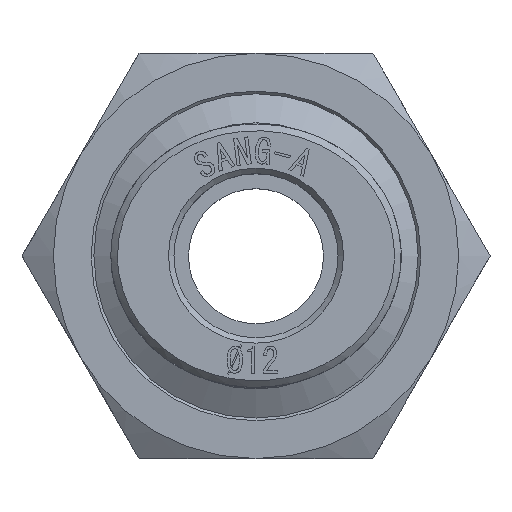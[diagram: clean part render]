
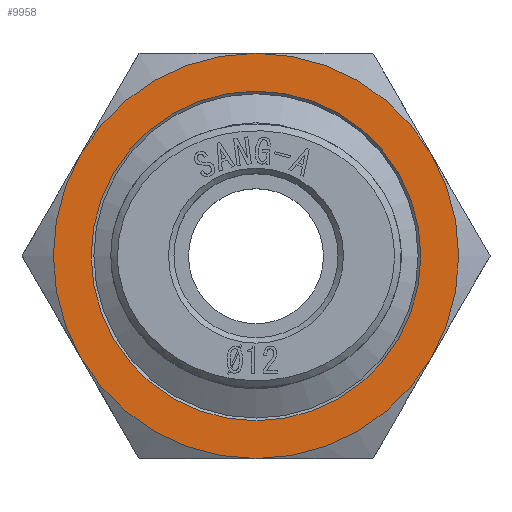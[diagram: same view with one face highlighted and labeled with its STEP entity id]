
A CAD part, top view. The second image highlights one B-rep face of the part: STEP entity #9958.
In plain terms, the highlighted planar face has unit normal (0, 0, 1).
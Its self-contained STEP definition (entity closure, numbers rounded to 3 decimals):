
#9882=CARTESIAN_POINT('',(12.2,0.,6.));
#9883=VERTEX_POINT('',#9882);
#9884=CARTESIAN_POINT('',(0.0,0.0,6.));
#9885=DIRECTION('',(0.0,0.0,1.0));
#9886=DIRECTION('',(-1.0,0.0,0.0));
#9887=AXIS2_PLACEMENT_3D('',#9884,#9885,#9886);
#9888=CIRCLE('',#9887,12.2);
#9889=EDGE_CURVE('',#9883,#9883,#9888,.T.);
#9894=CARTESIAN_POINT('',(0.,0.,6.));
#9895=DIRECTION('',(0.0,0.0,1.0));
#9896=DIRECTION('',(1.0,0.0,0.0));
#9897=AXIS2_PLACEMENT_3D('',#9894,#9895,#9896);
#9898=PLANE('',#9897);
#9899=CARTESIAN_POINT('',(12.99,-7.5,6.));
#9900=VERTEX_POINT('',#9899);
#9901=CARTESIAN_POINT('',(12.99,7.5,6.));
#9902=VERTEX_POINT('',#9901);
#9903=CARTESIAN_POINT('',(0.0,0.0,6.));
#9904=DIRECTION('',(0.0,0.0,1.0));
#9905=DIRECTION('',(-1.0,0.0,0.0));
#9906=AXIS2_PLACEMENT_3D('',#9903,#9904,#9905);
#9907=CIRCLE('',#9906,15.0);
#9908=EDGE_CURVE('',#9900,#9902,#9907,.T.);
#9909=ORIENTED_EDGE('',*,*,#9908,.T.);
#9910=CARTESIAN_POINT('',(0.,15.,6.));
#9911=VERTEX_POINT('',#9910);
#9912=CARTESIAN_POINT('',(0.0,0.0,6.));
#9913=DIRECTION('',(0.0,0.0,1.0));
#9914=DIRECTION('',(-1.0,0.0,0.0));
#9915=AXIS2_PLACEMENT_3D('',#9912,#9913,#9914);
#9916=CIRCLE('',#9915,15.0);
#9917=EDGE_CURVE('',#9902,#9911,#9916,.T.);
#9918=ORIENTED_EDGE('',*,*,#9917,.T.);
#9919=CARTESIAN_POINT('',(-12.99,7.5,6.));
#9920=VERTEX_POINT('',#9919);
#9921=CARTESIAN_POINT('',(0.0,0.0,6.));
#9922=DIRECTION('',(0.0,0.0,1.0));
#9923=DIRECTION('',(-1.0,0.0,0.0));
#9924=AXIS2_PLACEMENT_3D('',#9921,#9922,#9923);
#9925=CIRCLE('',#9924,15.0);
#9926=EDGE_CURVE('',#9911,#9920,#9925,.T.);
#9927=ORIENTED_EDGE('',*,*,#9926,.T.);
#9928=CARTESIAN_POINT('',(-12.99,-7.5,6.));
#9929=VERTEX_POINT('',#9928);
#9930=CARTESIAN_POINT('',(0.0,0.0,6.));
#9931=DIRECTION('',(0.0,0.0,1.0));
#9932=DIRECTION('',(-1.0,0.0,0.0));
#9933=AXIS2_PLACEMENT_3D('',#9930,#9931,#9932);
#9934=CIRCLE('',#9933,15.0);
#9935=EDGE_CURVE('',#9920,#9929,#9934,.T.);
#9936=ORIENTED_EDGE('',*,*,#9935,.T.);
#9937=CARTESIAN_POINT('',(0.,-15.,6.));
#9938=VERTEX_POINT('',#9937);
#9939=CARTESIAN_POINT('',(0.0,0.0,6.));
#9940=DIRECTION('',(0.0,0.0,1.0));
#9941=DIRECTION('',(-1.0,0.0,0.0));
#9942=AXIS2_PLACEMENT_3D('',#9939,#9940,#9941);
#9943=CIRCLE('',#9942,15.0);
#9944=EDGE_CURVE('',#9929,#9938,#9943,.T.);
#9945=ORIENTED_EDGE('',*,*,#9944,.T.);
#9946=CARTESIAN_POINT('',(0.0,0.0,6.));
#9947=DIRECTION('',(0.0,0.0,1.0));
#9948=DIRECTION('',(-1.0,0.0,0.0));
#9949=AXIS2_PLACEMENT_3D('',#9946,#9947,#9948);
#9950=CIRCLE('',#9949,15.0);
#9951=EDGE_CURVE('',#9938,#9900,#9950,.T.);
#9952=ORIENTED_EDGE('',*,*,#9951,.T.);
#9953=EDGE_LOOP('',(#9909,#9918,#9927,#9936,#9945,#9952));
#9954=FACE_OUTER_BOUND('',#9953,.T.);
#9955=ORIENTED_EDGE('',*,*,#9889,.F.);
#9956=EDGE_LOOP('',(#9955));
#9957=FACE_BOUND('',#9956,.T.);
#9958=ADVANCED_FACE('',(#9954,#9957),#9898,.T.);
